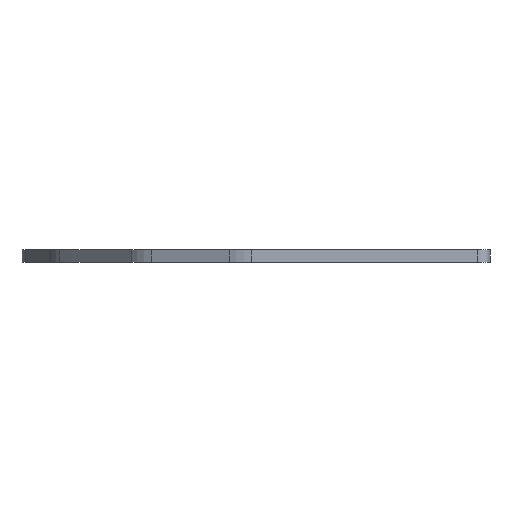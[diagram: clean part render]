
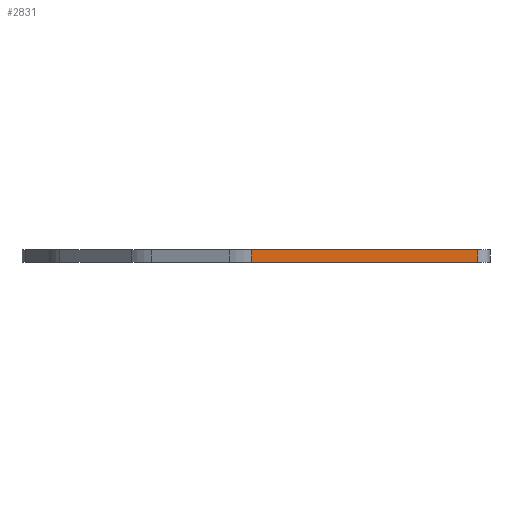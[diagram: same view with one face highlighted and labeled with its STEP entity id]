
A CAD part, left-side view. The second image highlights one B-rep face of the part: STEP entity #2831.
In plain terms, the highlighted planar face has unit normal (-1, 0, 0).
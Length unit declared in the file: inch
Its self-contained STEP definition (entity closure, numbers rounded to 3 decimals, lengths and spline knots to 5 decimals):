
#9 = ORIENTED_EDGE ( 'NONE', *, *, #658, .F. ) ;
#35 = CARTESIAN_POINT ( 'NONE',  ( 0., 0.05, 0. ) ) ;
#53 = CARTESIAN_POINT ( 'NONE',  ( 0., 0.97542, 0.05 ) ) ;
#138 = CARTESIAN_POINT ( 'NONE',  ( 0., 0.05, 0. ) ) ;
#212 = ORIENTED_EDGE ( 'NONE', *, *, #1479, .F. ) ;
#216 = EDGE_CURVE ( 'NONE', #680, #2572, #1942, .T. ) ;
#288 = DIRECTION ( 'NONE',  ( 0., 0., -1. ) ) ;
#320 = LINE ( 'NONE', #1524, #445 ) ;
#326 = DIRECTION ( 'NONE',  ( 0., -1., 0. ) ) ;
#445 = VECTOR ( 'NONE', #288, 39.37008 ) ;
#539 = DIRECTION ( 'NONE',  ( 0., 0., -1. ) ) ;
#560 = DIRECTION ( 'NONE',  ( 0., 1., 0. ) ) ;
#587 = VERTEX_POINT ( 'NONE', #792 ) ;
#594 = ORIENTED_EDGE ( 'NONE', *, *, #1115, .T. ) ;
#658 = EDGE_CURVE ( 'NONE', #587, #2883, #320, .T. ) ;
#680 = VERTEX_POINT ( 'NONE', #53 ) ;
#785 = CARTESIAN_POINT ( 'NONE',  ( 0., 0.05, 0.05 ) ) ;
#792 = CARTESIAN_POINT ( 'NONE',  ( 0., 0.05, 0.05 ) ) ;
#1004 = LINE ( 'NONE', #1457, #1450 ) ;
#1009 = DIRECTION ( 'NONE',  ( 0., -1., 0. ) ) ;
#1019 = FACE_OUTER_BOUND ( 'NONE', #1967, .T. ) ;
#1115 = EDGE_CURVE ( 'NONE', #2572, #2883, #2433, .T. ) ;
#1301 = AXIS2_PLACEMENT_3D ( 'NONE', #785, #1728, #560 ) ;
#1450 = VECTOR ( 'NONE', #326, 39.37008 ) ;
#1457 = CARTESIAN_POINT ( 'NONE',  ( 0., 0.05, 0.05 ) ) ;
#1474 = VECTOR ( 'NONE', #539, 39.37008 ) ;
#1479 = EDGE_CURVE ( 'NONE', #680, #587, #1004, .T. ) ;
#1524 = CARTESIAN_POINT ( 'NONE',  ( 0., 0.05, 0.05 ) ) ;
#1572 = VECTOR ( 'NONE', #1009, 39.37008 ) ;
#1728 = DIRECTION ( 'NONE',  ( 1., 0., 0. ) ) ;
#1942 = LINE ( 'NONE', #2888, #1474 ) ;
#1967 = EDGE_LOOP ( 'NONE', ( #594, #9, #212, #2458 ) ) ;
#2433 = LINE ( 'NONE', #35, #1572 ) ;
#2458 = ORIENTED_EDGE ( 'NONE', *, *, #216, .T. ) ;
#2572 = VERTEX_POINT ( 'NONE', #2720 ) ;
#2657 = PLANE ( 'NONE',  #1301 ) ;
#2720 = CARTESIAN_POINT ( 'NONE',  ( 0., 0.97542, 0. ) ) ;
#2831 = ADVANCED_FACE ( 'NONE', ( #1019 ), #2657, .F. ) ;
#2883 = VERTEX_POINT ( 'NONE', #138 ) ;
#2888 = CARTESIAN_POINT ( 'NONE',  ( 0., 0.97542, 0.05 ) ) ;
